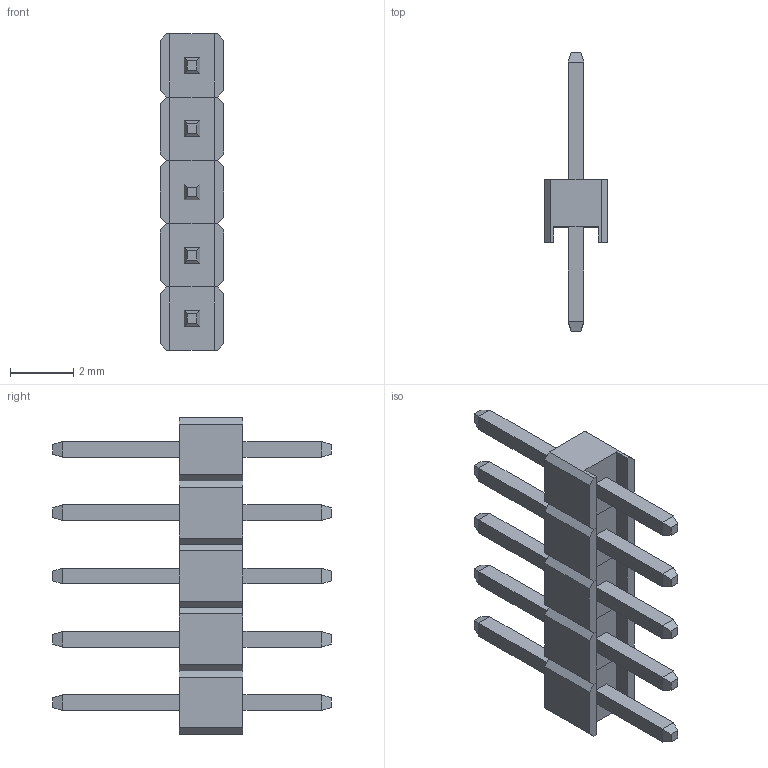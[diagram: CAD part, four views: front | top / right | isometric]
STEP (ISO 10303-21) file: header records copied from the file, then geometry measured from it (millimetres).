
FILE_DESCRIPTION (( 'STEP AP214' ), '1' );
FILE_NAME ('User Library-pls2-5_asm-1.STEP', '2017-08-16T13:48:42', ( 'Windows User' ), ( '' ), 'SwSTEP 2.0', 'SolidWorks 2017', '' );
FILE_SCHEMA (( 'AUTOMOTIVE_DESIGN' ));
Length unit declared in the file: millimetre
Products named in the file (6): User Library-pls2-5_asm-1; User Library-pls2-5_asm-1_PLS2-1_4; User Library-pls2-5_asm-1_PLS2-1_3; User Library-pls2-5_asm-1_PLS2-1_2; User Library-pls2-5_asm-1_PLS2-1_1; User Library-pls2-5_asm-1_PLS2-1
Assembly tree (5 placements, depth 2):
  User Library-pls2-5_asm-1
    User Library-pls2-5_asm-1_PLS2-1
    User Library-pls2-5_asm-1_PLS2-1_1
    User Library-pls2-5_asm-1_PLS2-1_2
    User Library-pls2-5_asm-1_PLS2-1_3
    User Library-pls2-5_asm-1_PLS2-1_4
Bounding box: 2 x 8.8 x 10 mm (x, y, z)
Volume: 41.1 mm3; surface area: 188 mm2
Topology: 5 solids, 5 shells, 160 faces, 380 edges, 240 vertices
Faces by surface type: plane 160
Entity records: 5476 total; most frequent: CARTESIAN_POINT 788, ORIENTED_EDGE 760, DIRECTION 716, EDGE_CURVE 380, VECTOR 380, LINE 380, VERTEX_POINT 240, EDGE_LOOP 170
